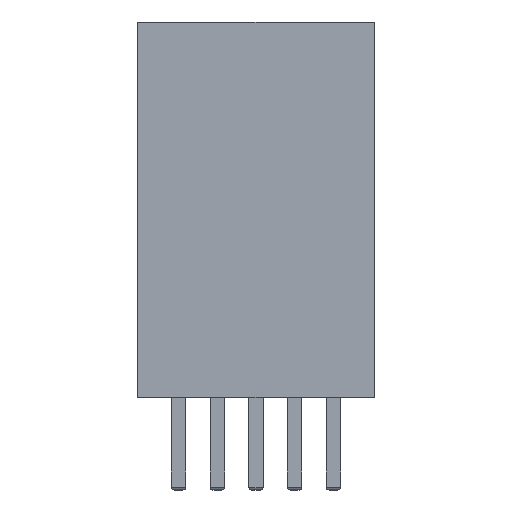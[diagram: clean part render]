
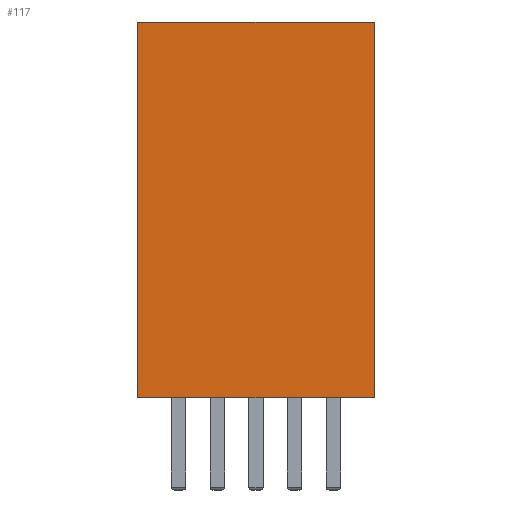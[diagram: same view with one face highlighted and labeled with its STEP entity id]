
A CAD part, top view. The second image highlights one B-rep face of the part: STEP entity #117.
In plain terms, the highlighted planar face has unit normal (0, 0, 1).
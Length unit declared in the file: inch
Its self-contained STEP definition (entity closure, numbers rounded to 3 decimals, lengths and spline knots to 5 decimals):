
#3 = DIRECTION ( 'NONE',  ( -1., 0., 0. ) ) ;
#70 = VERTEX_POINT ( 'NONE', #1419 ) ;
#117 = ADVANCED_FACE ( 'NONE', ( #417 ), #886, .F. ) ;
#122 = VERTEX_POINT ( 'NONE', #1103 ) ;
#182 = ORIENTED_EDGE ( 'NONE', *, *, #1037, .F. ) ;
#216 = CARTESIAN_POINT ( 'NONE',  ( 0.41, 0.65, 0. ) ) ;
#235 = DIRECTION ( 'NONE',  ( 0., 0., -1. ) ) ;
#257 = LINE ( 'NONE', #423, #639 ) ;
#281 = EDGE_LOOP ( 'NONE', ( #914, #779, #182, #1211 ) ) ;
#343 = CARTESIAN_POINT ( 'NONE',  ( 0., 0.65, 0. ) ) ;
#417 = FACE_OUTER_BOUND ( 'NONE', #281, .T. ) ;
#423 = CARTESIAN_POINT ( 'NONE',  ( 0., 0., 0. ) ) ;
#476 = LINE ( 'NONE', #581, #1066 ) ;
#497 = AXIS2_PLACEMENT_3D ( 'NONE', #781, #235, #3 ) ;
#499 = VECTOR ( 'NONE', #1001, 39.37008 ) ;
#552 = CARTESIAN_POINT ( 'NONE',  ( 0.41, 0.65, 0. ) ) ;
#557 = EDGE_CURVE ( 'NONE', #1252, #70, #1195, .T. ) ;
#581 = CARTESIAN_POINT ( 'NONE',  ( 0., 0.65, 0. ) ) ;
#639 = VECTOR ( 'NONE', #1207, 39.37008 ) ;
#667 = CARTESIAN_POINT ( 'NONE',  ( 0., 0.65, 0. ) ) ;
#779 = ORIENTED_EDGE ( 'NONE', *, *, #557, .F. ) ;
#781 = CARTESIAN_POINT ( 'NONE',  ( 0., 0.65, 0. ) ) ;
#886 = PLANE ( 'NONE',  #497 ) ;
#914 = ORIENTED_EDGE ( 'NONE', *, *, #1326, .T. ) ;
#916 = VECTOR ( 'NONE', #1315, 39.37008 ) ;
#1001 = DIRECTION ( 'NONE',  ( 0., -1., 0. ) ) ;
#1037 = EDGE_CURVE ( 'NONE', #1334, #1252, #476, .T. ) ;
#1066 = VECTOR ( 'NONE', #1240, 39.37008 ) ;
#1103 = CARTESIAN_POINT ( 'NONE',  ( 0., 0., 0. ) ) ;
#1194 = LINE ( 'NONE', #343, #916 ) ;
#1195 = LINE ( 'NONE', #552, #499 ) ;
#1207 = DIRECTION ( 'NONE',  ( 1., 0., 0. ) ) ;
#1211 = ORIENTED_EDGE ( 'NONE', *, *, #1273, .T. ) ;
#1240 = DIRECTION ( 'NONE',  ( 1., 0., 0. ) ) ;
#1252 = VERTEX_POINT ( 'NONE', #216 ) ;
#1273 = EDGE_CURVE ( 'NONE', #1334, #122, #1194, .T. ) ;
#1315 = DIRECTION ( 'NONE',  ( 0., -1., 0. ) ) ;
#1326 = EDGE_CURVE ( 'NONE', #122, #70, #257, .T. ) ;
#1334 = VERTEX_POINT ( 'NONE', #667 ) ;
#1419 = CARTESIAN_POINT ( 'NONE',  ( 0.41, 0., 0. ) ) ;
